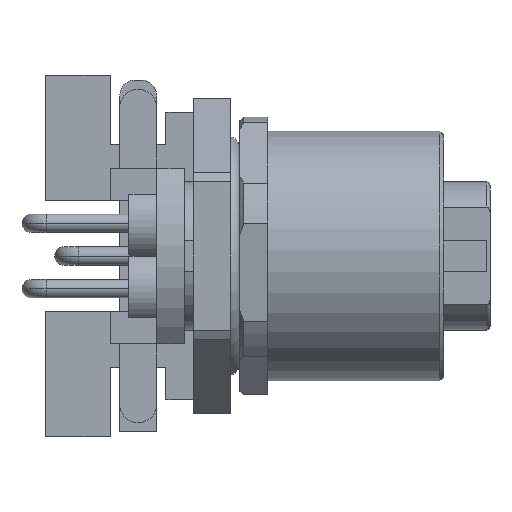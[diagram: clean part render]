
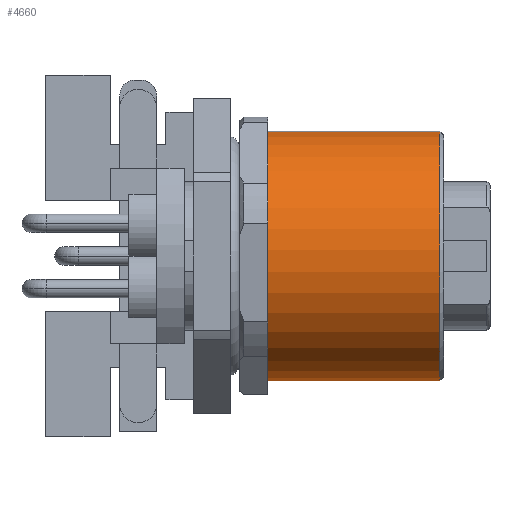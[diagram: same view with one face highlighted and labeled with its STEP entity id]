
A CAD part, front view. The second image highlights one B-rep face of the part: STEP entity #4660.
In plain terms, the highlighted cylindrical face has radius 6.75 mm (diameter 13.5 mm), a partial arc.
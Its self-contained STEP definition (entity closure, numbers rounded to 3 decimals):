
#664 = EDGE_CURVE ( 'NONE', #10290, #13957, #14817, .T. ) ;
#697 = ORIENTED_EDGE ( 'NONE', *, *, #664, .T. ) ;
#871 = LINE ( 'NONE', #7300, #8799 ) ;
#965 = DIRECTION ( 'NONE',  ( 0., 0., 1. ) ) ;
#1091 = VECTOR ( 'NONE', #8544, 1000. ) ;
#1230 = FACE_OUTER_BOUND ( 'NONE', #9125, .T. ) ;
#4361 = ORIENTED_EDGE ( 'NONE', *, *, #5160, .F. ) ;
#4660 = ADVANCED_FACE ( 'NONE', ( #1230 ), #15668, .T. ) ;
#5160 = EDGE_CURVE ( 'NONE', #9772, #13957, #6506, .T. ) ;
#5312 = DIRECTION ( 'NONE',  ( 0., 0., 1. ) ) ;
#5776 = VERTEX_POINT ( 'NONE', #10169 ) ;
#6506 = CIRCLE ( 'NONE', #12627, 6.75 ) ;
#7071 = DIRECTION ( 'NONE',  ( -1., 0., 0. ) ) ;
#7217 = CARTESIAN_POINT ( 'NONE',  ( 1.5, 0., 6.75 ) ) ;
#7300 = CARTESIAN_POINT ( 'NONE',  ( 0., 0., -6.75 ) ) ;
#8544 = DIRECTION ( 'NONE',  ( -1., 0., 0. ) ) ;
#8799 = VECTOR ( 'NONE', #16774, 1000. ) ;
#9125 = EDGE_LOOP ( 'NONE', ( #12177, #10398, #697, #4361 ) ) ;
#9655 = CIRCLE ( 'NONE', #17153, 6.75 ) ;
#9772 = VERTEX_POINT ( 'NONE', #12430 ) ;
#10169 = CARTESIAN_POINT ( 'NONE',  ( 10.8, 0., -6.75 ) ) ;
#10290 = VERTEX_POINT ( 'NONE', #13716 ) ;
#10380 = AXIS2_PLACEMENT_3D ( 'NONE', #12001, #13054, #5312 ) ;
#10398 = ORIENTED_EDGE ( 'NONE', *, *, #15006, .T. ) ;
#12001 = CARTESIAN_POINT ( 'NONE',  ( 0., 0., 0. ) ) ;
#12177 = ORIENTED_EDGE ( 'NONE', *, *, #13999, .F. ) ;
#12430 = CARTESIAN_POINT ( 'NONE',  ( 1.5, 0., -6.75 ) ) ;
#12627 = AXIS2_PLACEMENT_3D ( 'NONE', #15160, #7071, #13773 ) ;
#13054 = DIRECTION ( 'NONE',  ( -1., 0., 0. ) ) ;
#13716 = CARTESIAN_POINT ( 'NONE',  ( 10.8, 0., 6.75 ) ) ;
#13773 = DIRECTION ( 'NONE',  ( 0., 0., 1. ) ) ;
#13922 = DIRECTION ( 'NONE',  ( -1., 0., 0. ) ) ;
#13957 = VERTEX_POINT ( 'NONE', #7217 ) ;
#13999 = EDGE_CURVE ( 'NONE', #5776, #9772, #871, .T. ) ;
#14817 = LINE ( 'NONE', #14908, #1091 ) ;
#14908 = CARTESIAN_POINT ( 'NONE',  ( 0., 0., 6.75 ) ) ;
#15006 = EDGE_CURVE ( 'NONE', #5776, #10290, #9655, .T. ) ;
#15160 = CARTESIAN_POINT ( 'NONE',  ( 1.5, 0., 0. ) ) ;
#15224 = CARTESIAN_POINT ( 'NONE',  ( 10.8, 0., 0. ) ) ;
#15668 = CYLINDRICAL_SURFACE ( 'NONE', #10380, 6.75 ) ;
#16774 = DIRECTION ( 'NONE',  ( -1., 0., 0. ) ) ;
#17153 = AXIS2_PLACEMENT_3D ( 'NONE', #15224, #13922, #965 ) ;
